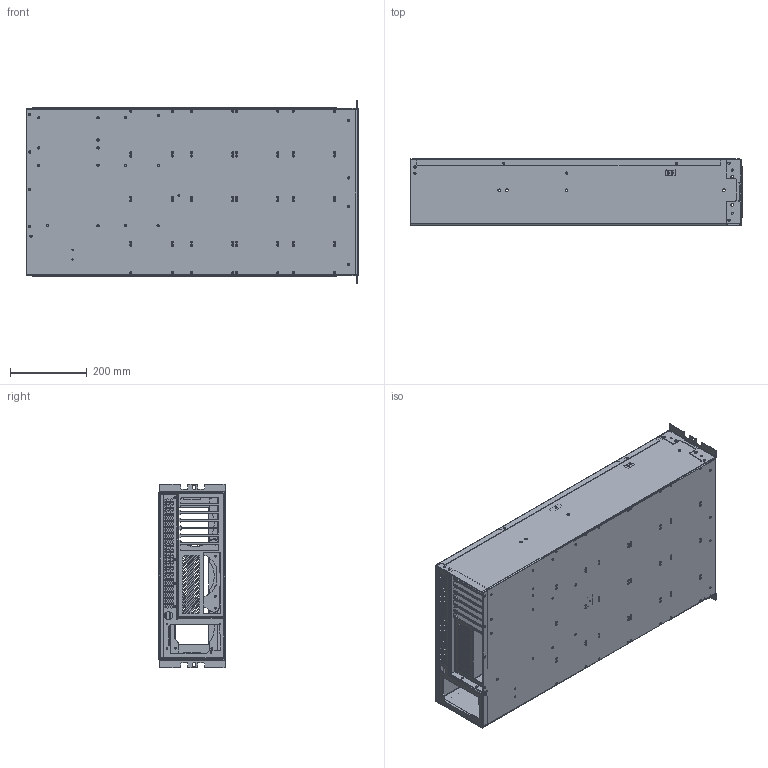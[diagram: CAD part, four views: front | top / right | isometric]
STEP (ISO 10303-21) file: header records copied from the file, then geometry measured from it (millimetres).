
FILE_DESCRIPTION(/* description */ (''),/* implementation_level */ '2;1');
FILE_NAME(/* name */ 'Core Rev1.step',/* time_stamp */ '2025-04-07T04:50:46-06:00',/* author */ (''),/* organization */ (''),/* preprocessor_version */ 'ST-DEVELOPER v20.1',/* originating_system */ 'Autodesk Translation Framework v14.4.0.0',/* authorisation */ '');
FILE_SCHEMA (('AUTOMOTIVE_DESIGN { 1 0 10303 214 3 1 1 }'));
Products named in the file (12): Core; Rear IO Reccessed Copy (1); Rear IO Reccessed Copy (1)_1; Rear IO Reccessed Copy (1)_2; Front Panel Airflow; Rear IO Reccessed Copy (1)_3; Rear IO Reccessed Copy (1)_4; Rack Ears; Rack Ears_1; Server Chassis Bottom; Lid; Rear IO Reccessed Copy (1)_5
Assembly tree (11 placements, depth 2):
  Core
    Rear IO Reccessed Copy (1)
    Rear IO Reccessed Copy (1)_1
    Rear IO Reccessed Copy (1)_2
    Front Panel Airflow
    Rear IO Reccessed Copy (1)_3
    Rear IO Reccessed Copy (1)_4
    Rack Ears
    Rack Ears_1
    Server Chassis Bottom
    Lid
    Rear IO Reccessed Copy (1)_5
Bounding box: 867.63 x 173.86 x 479.61 mm (x, y, z)
Volume: 2479920.7 mm3; surface area: 2678443.8 mm2
Topology: 11 solids, 11 shells, 1947 faces, 5427 edges, 3488 vertices
Faces by surface type: plane 1201, cylinder 599, cone 126, bspline 21
Full cylindrical faces by diameter (mm): 1 x7, 3.302 x100, 3.454 x57, 3.937 x4, 4.9 x48, 4.92 x4, 5.004 x12, 5.005 x4, 5.012 x2, 5.015 x4, 5.023 x4, 5.078 x2, 7.2 x16, 22.2 x1
Entity records: 65858 total; most frequent: CARTESIAN_POINT 12947, ORIENTED_EDGE 10854, DIRECTION 10605, EDGE_CURVE 5427, LINE 4079, VECTOR 4079, VERTEX_POINT 3488, AXIS2_PLACEMENT_3D 3263
